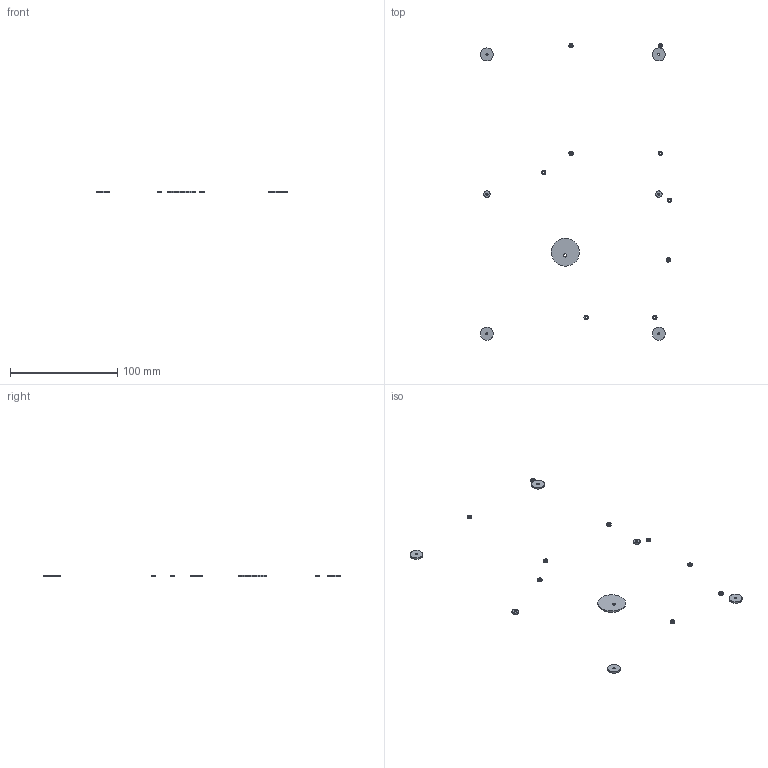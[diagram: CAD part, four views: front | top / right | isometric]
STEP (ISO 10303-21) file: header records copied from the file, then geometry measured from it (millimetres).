
FILE_DESCRIPTION(('FreeCAD Model'),'2;1');
FILE_NAME('backplane.step','2018-08-28T18:56:55',('kicad StepUp') ,('ksu MCAD'),'Open CASCADE STEP processor 7.3','FreeCAD','Unknown');
FILE_SCHEMA(('AUTOMOTIVE_DESIGN { 1 0 10303 214 1 1 1 1 }'));
Length unit declared in the file: millimetre
Products named in the file (4): backplane; Board_Geoms; Pcb; Step_Models
Assembly tree (3 placements, depth 3):
  backplane
    Board_Geoms
      Pcb
    Step_Models
Bounding box: 177.75 x 276 x 1.6 mm (x, y, z)
Volume: 1778.1 mm3; surface area: 3021.9 mm2
Topology: 16 solids, 16 shells, 65 faces, 98 edges, 64 vertices
Faces by surface type: cylinder 33, plane 32
Full cylindrical faces by diameter (mm): 2 x15, 3 x1, 4 x10, 6 x2, 12 x4, 26 x1
Entity records: 1714 total; most frequent: DIRECTION 302, CARTESIAN_POINT 231, ORIENTED_EDGE 198, AXIS2_PLACEMENT_3D 135, EDGE_CURVE 98, FACE_BOUND 97, EDGE_LOOP 97, CIRCLE 66
